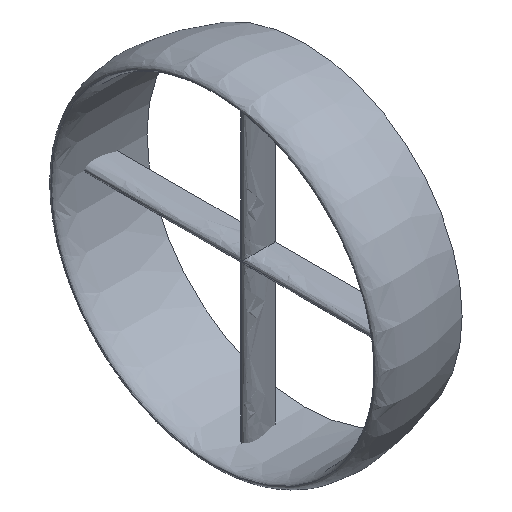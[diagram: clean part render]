
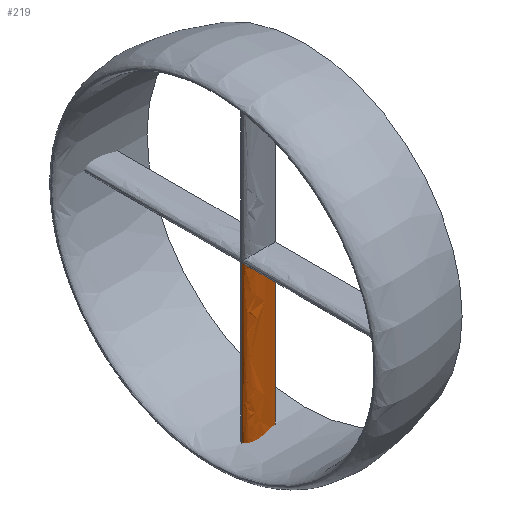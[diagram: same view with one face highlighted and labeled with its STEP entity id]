
A CAD part, isometric view. The second image highlights one B-rep face of the part: STEP entity #219.
In plain terms, the highlighted free-form (B-spline) face has degree [3, 1] with [16, 2] control points.
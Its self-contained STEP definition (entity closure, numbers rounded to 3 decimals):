
#74=LINE('',#2072,#81);
#75=LINE('',#2114,#82);
#81=VECTOR('',#278,1000.);
#82=VECTOR('',#279,1000.);
#90=B_SPLINE_CURVE_WITH_KNOTS('',3,(#2147,#2148,#2149,#2150,#2151,#2152,
#2153,#2154,#2155,#2156,#2157,#2158,#2159,#2160,#2161,#2162,#2163,#2164,
#2165,#2166,#2167,#2168,#2169,#2170,#2171,#2172,#2173,#2174),
 .UNSPECIFIED.,.F.,.F.,(4,1,1,1,1,1,1,1,1,1,1,1,1,1,1,1,1,1,1,1,1,1,1,1,
1,4),(0.,0.,0.001,0.002,
0.003,0.004,0.005,0.007,
0.009,0.011,0.015,0.018,
0.022,0.029,0.037,0.044,
0.051,0.059,0.073,0.088,
0.102,0.117,0.146,0.176,
0.205,0.234),.UNSPECIFIED.);
#91=B_SPLINE_CURVE_WITH_KNOTS('',5,(#2175,#2176,#2177,#2178,#2179,#2180,
#2181,#2182,#2183,#2184,#2185,#2186,#2187,#2188,#2189,#2190,#2191,#2192,
#2193,#2194,#2195,#2196,#2197,#2198,#2199,#2200,#2201,#2202,#2203,#2204,
#2205,#2206,#2207,#2208,#2209,#2210,#2211,#2212,#2213),.UNSPECIFIED.,.F.,
 .F.,(6,1,1,1,1,1,1,1,1,1,1,1,1,1,1,1,1,1,1,1,1,1,1,1,1,1,1,1,1,1,1,1,1,
1,6),(0.,0.012,0.016,0.027,0.039,0.047,0.063,0.078,
0.094,0.117,0.141,0.172,0.203,0.234,0.281,0.313,0.359,
0.406,0.438,0.5,0.531,0.578,0.625,0.656,0.703,0.734,0.766,
0.797,0.828,0.859,0.891,0.906,0.938,0.953,1.),
 .UNSPECIFIED.);
#110=ORIENTED_EDGE('',*,*,#150,.F.);
#111=ORIENTED_EDGE('',*,*,#149,.F.);
#112=ORIENTED_EDGE('',*,*,#151,.F.);
#113=ORIENTED_EDGE('',*,*,#147,.F.);
#147=EDGE_CURVE('',#167,#169,#74,.T.);
#149=EDGE_CURVE('',#170,#168,#75,.F.);
#150=EDGE_CURVE('',#168,#167,#90,.T.);
#151=EDGE_CURVE('',#169,#170,#91,.T.);
#167=VERTEX_POINT('',#2070);
#168=VERTEX_POINT('',#2071);
#169=VERTEX_POINT('',#2073);
#170=VERTEX_POINT('',#2113);
#185=EDGE_LOOP('',(#110,#111,#112,#113));
#199=FACE_BOUND('',#185,.T.);
#211=B_SPLINE_SURFACE_WITH_KNOTS('',3,1,((#2115,#2116),(#2117,#2118),(#2119,
#2120),(#2121,#2122),(#2123,#2124),(#2125,#2126),(#2127,#2128),(#2129,#2130),
(#2131,#2132),(#2133,#2134),(#2135,#2136),(#2137,#2138),(#2139,#2140),(#2141,
#2142),(#2143,#2144),(#2145,#2146)),.SURF_OF_LINEAR_EXTRUSION.,.F.,.F.,
 .F.,(4,1,1,1,1,1,1,1,1,1,1,1,1,4),(2,2),(0.,0.125,0.25,0.375,0.5,0.625,
0.688,0.75,0.813,0.875,0.906,0.938,0.969,1.),(0.,1.),
 .UNSPECIFIED.);
#219=ADVANCED_FACE('',(#199),#211,.T.);
#278=DIRECTION('',(0.,0.,-1.));
#279=DIRECTION('',(0.,0.,-1.));
#2070=CARTESIAN_POINT('',(200.,0.,0.));
#2071=CARTESIAN_POINT('',(0.002,0.,-0.129));
#2072=CARTESIAN_POINT('',(200.,0.,975.));
#2073=CARTESIAN_POINT('',(200.,0.,-975.));
#2113=CARTESIAN_POINT('',(0.002,0.,-975.));
#2114=CARTESIAN_POINT('',(0.002,0.,975.));
#2115=CARTESIAN_POINT('',(200.,0.,5.85));
#2116=CARTESIAN_POINT('',(200.,0.,-975.));
#2117=CARTESIAN_POINT('',(191.492,-3.086,5.85));
#2118=CARTESIAN_POINT('',(191.492,-3.086,-975.));
#2119=CARTESIAN_POINT('',(174.32,-8.826,5.85));
#2120=CARTESIAN_POINT('',(174.32,-8.826,-975.));
#2121=CARTESIAN_POINT('',(148.204,-16.277,5.85));
#2122=CARTESIAN_POINT('',(148.204,-16.277,-975.));
#2123=CARTESIAN_POINT('',(121.792,-22.602,5.85));
#2124=CARTESIAN_POINT('',(121.792,-22.602,-975.));
#2125=CARTESIAN_POINT('',(95.08,-27.531,5.85));
#2126=CARTESIAN_POINT('',(95.08,-27.531,-975.));
#2127=CARTESIAN_POINT('',(72.549,-29.925,5.85));
#2128=CARTESIAN_POINT('',(72.549,-29.925,-975.));
#2129=CARTESIAN_POINT('',(54.434,-30.11,5.85));
#2130=CARTESIAN_POINT('',(54.434,-30.11,-975.));
#2131=CARTESIAN_POINT('',(40.878,-29.08,5.85));
#2132=CARTESIAN_POINT('',(40.878,-29.08,-975.));
#2133=CARTESIAN_POINT('',(27.526,-26.457,5.85));
#2134=CARTESIAN_POINT('',(27.526,-26.457,-975.));
#2135=CARTESIAN_POINT('',(16.883,-22.399,5.85));
#2136=CARTESIAN_POINT('',(16.883,-22.399,-975.));
#2137=CARTESIAN_POINT('',(9.248,-17.467,5.85));
#2138=CARTESIAN_POINT('',(9.248,-17.467,-975.));
#2139=CARTESIAN_POINT('',(4.32,-12.729,5.85));
#2140=CARTESIAN_POINT('',(4.32,-12.729,-975.));
#2141=CARTESIAN_POINT('',(0.812,-6.796,5.85));
#2142=CARTESIAN_POINT('',(0.812,-6.796,-975.));
#2143=CARTESIAN_POINT('',(0.002,-2.266,5.85));
#2144=CARTESIAN_POINT('',(0.002,-2.266,-975.));
#2145=CARTESIAN_POINT('',(0.002,0.,5.85));
#2146=CARTESIAN_POINT('',(0.002,0.,-975.));
#2147=CARTESIAN_POINT('',(0.002,0.,-0.129));
#2148=CARTESIAN_POINT('',(0.002,-0.155,-0.129));
#2149=CARTESIAN_POINT('',(0.004,-0.364,-0.411));
#2150=CARTESIAN_POINT('',(0.016,-0.807,-0.799));
#2151=CARTESIAN_POINT('',(0.044,-1.342,-1.353));
#2152=CARTESIAN_POINT('',(0.099,-1.989,-1.991));
#2153=CARTESIAN_POINT('',(0.202,-2.847,-2.849));
#2154=CARTESIAN_POINT('',(0.385,-3.911,-3.911));
#2155=CARTESIAN_POINT('',(0.696,-5.175,-5.175));
#2156=CARTESIAN_POINT('',(1.096,-6.426,-6.427));
#2157=CARTESIAN_POINT('',(1.753,-8.082,-8.082));
#2158=CARTESIAN_POINT('',(2.797,-10.096,-10.096));
#2159=CARTESIAN_POINT('',(4.373,-12.383,-12.383));
#2160=CARTESIAN_POINT('',(6.908,-15.288,-15.289));
#2161=CARTESIAN_POINT('',(10.81,-18.582,-18.582));
#2162=CARTESIAN_POINT('',(16.382,-21.894,-21.894));
#2163=CARTESIAN_POINT('',(22.557,-24.55,-24.55));
#2164=CARTESIAN_POINT('',(29.134,-26.605,-26.604));
#2165=CARTESIAN_POINT('',(38.404,-28.642,-28.642));
#2166=CARTESIAN_POINT('',(50.166,-29.953,-29.953));
#2167=CARTESIAN_POINT('',(64.677,-30.118,-30.118));
#2168=CARTESIAN_POINT('',(78.888,-29.23,-29.23));
#2169=CARTESIAN_POINT('',(97.595,-27.038,-27.038));
#2170=CARTESIAN_POINT('',(120.643,-22.861,-22.861));
#2171=CARTESIAN_POINT('',(147.808,-16.39,-16.391));
#2172=CARTESIAN_POINT('',(174.267,-8.846,-8.841));
#2173=CARTESIAN_POINT('',(191.506,-3.081,-3.102));
#2174=CARTESIAN_POINT('',(200.,0.,0.));
#2175=CARTESIAN_POINT('',(200.,0.,-975.));
#2176=CARTESIAN_POINT('',(199.521,-0.174,-975.));
#2177=CARTESIAN_POINT('',(198.883,-0.405,-975.));
#2178=CARTESIAN_POINT('',(197.766,-0.807,-975.));
#2179=CARTESIAN_POINT('',(196.167,-1.378,-975.));
#2180=CARTESIAN_POINT('',(194.247,-2.054,-975.));
#2181=CARTESIAN_POINT('',(192.164,-2.78,-975.));
#2182=CARTESIAN_POINT('',(189.595,-3.661,-975.));
#2183=CARTESIAN_POINT('',(186.862,-4.584,-975.));
#2184=CARTESIAN_POINT('',(183.64,-5.652,-975.));
#2185=CARTESIAN_POINT('',(179.766,-6.908,-975.));
#2186=CARTESIAN_POINT('',(175.236,-8.342,-975.));
#2187=CARTESIAN_POINT('',(170.044,-9.934,-975.));
#2188=CARTESIAN_POINT('',(164.188,-11.674,-975.));
#2189=CARTESIAN_POINT('',(157.334,-13.629,-975.));
#2190=CARTESIAN_POINT('',(150.13,-15.594,-975.));
#2191=CARTESIAN_POINT('',(142.245,-17.638,-975.));
#2192=CARTESIAN_POINT('',(133.673,-19.735,-975.));
#2193=CARTESIAN_POINT('',(125.068,-21.691,-975.));
#2194=CARTESIAN_POINT('',(115.768,-23.649,-975.));
#2195=CARTESIAN_POINT('',(106.428,-25.407,-975.));
#2196=CARTESIAN_POINT('',(97.05,-26.953,-975.));
#2197=CARTESIAN_POINT('',(87.634,-28.256,-975.));
#2198=CARTESIAN_POINT('',(78.18,-29.24,-975.));
#2199=CARTESIAN_POINT('',(69.374,-29.863,-975.));
#2200=CARTESIAN_POINT('',(60.549,-30.104,-975.));
#2201=CARTESIAN_POINT('',(52.4,-29.937,-975.));
#2202=CARTESIAN_POINT('',(44.946,-29.405,-975.));
#2203=CARTESIAN_POINT('',(37.538,-28.415,-975.));
#2204=CARTESIAN_POINT('',(30.874,-27.08,-975.));
#2205=CARTESIAN_POINT('',(24.331,-25.228,-975.));
#2206=CARTESIAN_POINT('',(18.625,-22.999,-975.));
#2207=CARTESIAN_POINT('',(13.185,-20.17,-975.));
#2208=CARTESIAN_POINT('',(8.73,-17.019,-975.));
#2209=CARTESIAN_POINT('',(4.306,-12.749,-975.));
#2210=CARTESIAN_POINT('',(1.655,-8.709,-975.));
#2211=CARTESIAN_POINT('',(0.344,-4.754,-975.));
#2212=CARTESIAN_POINT('',(0.002,-2.039,-975.));
#2213=CARTESIAN_POINT('',(0.002,0.,-975.));
